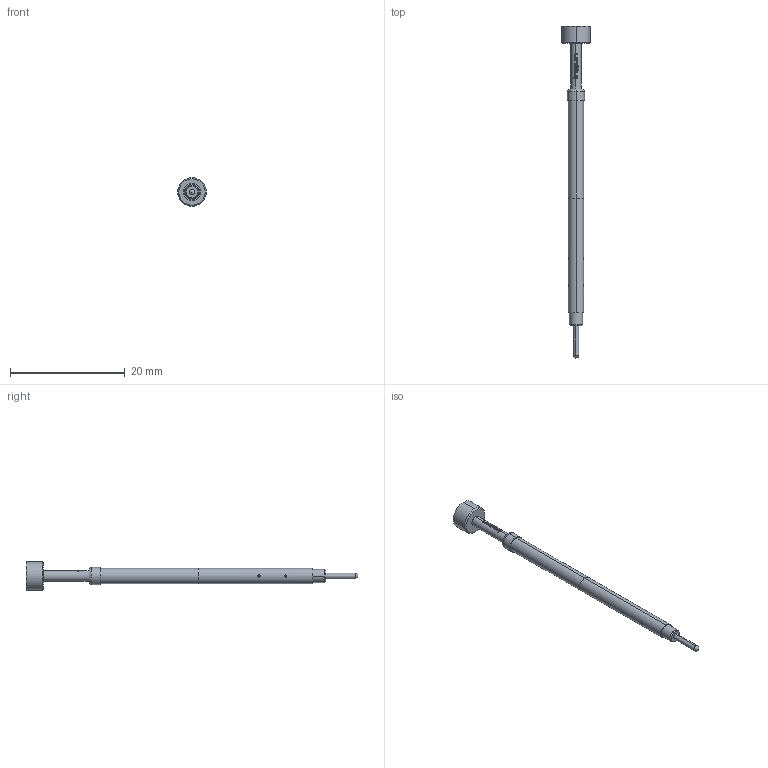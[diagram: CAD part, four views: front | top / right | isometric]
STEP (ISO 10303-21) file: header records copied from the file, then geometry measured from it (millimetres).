
FILE_DESCRIPTION (( 'STEP AP203' ), '1' );
FILE_NAME ('INGUN_SKS-425_002_500_A_xx02_E.STEP', '2022-02-21T07:02:35', ( 'ochi' ), ( '' ), 'SwSTEP 2.0', 'SolidWorks 2018', '' );
FILE_SCHEMA (( 'CONFIG_CONTROL_DESIGN' ));
Length unit declared in the file: millimetre
Products named in the file (1): INGUN_SKS-425_002_500_A_xx02_E
Bounding box: 5 x 57.9 x 5 mm (x, y, z)
Volume: 308.8 mm3; surface area: 495.8 mm2
Topology: 1 solids, 1 shells, 121 faces, 321 edges, 212 vertices
Faces by surface type: plane 51, cylinder 33, bspline 30, cone 6, sphere 1
Entity records: 5377 total; most frequent: CARTESIAN_POINT 2838, ORIENTED_EDGE 636, EDGE_CURVE 318, DIRECTION 306, B_SPLINE_CURVE_WITH_KNOTS 238, VERTEX_POINT 210, AXIS2_PLACEMENT_3D 134, EDGE_LOOP 132
